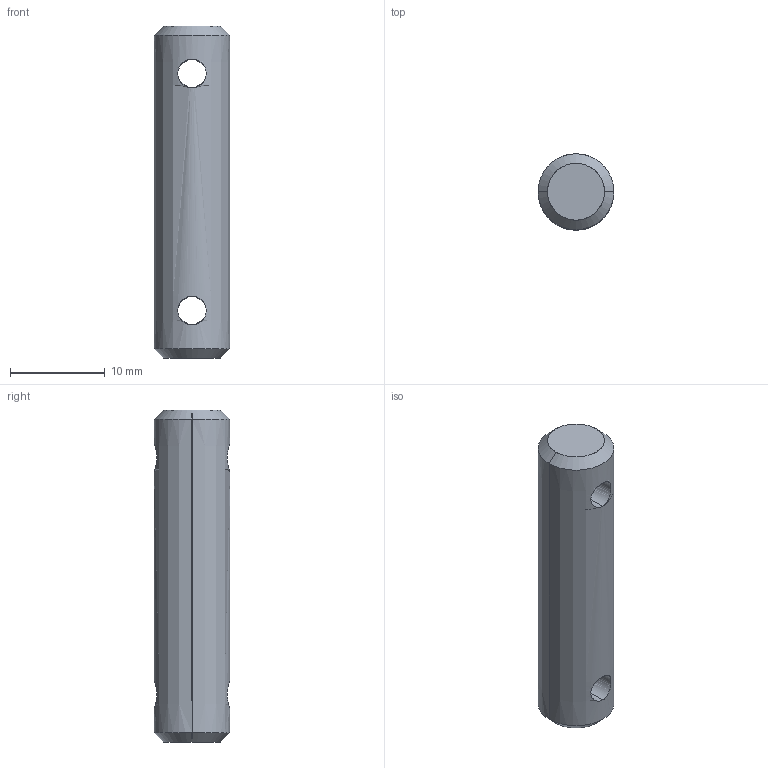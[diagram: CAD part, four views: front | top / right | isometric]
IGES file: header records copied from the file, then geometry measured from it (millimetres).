
Start section: SolidWorks IGES file using analytic representation for surfaces
Global section: file name: -DN100goupille-DN200-DN60.IGS; native system: SolidWorks 2020; preprocessor: SolidWorks 2020; author: Algo_Sol2; date: 200727.184044; units: millimetre
Bounding box: 8 x 8 x 35 mm (x, y, z)
Surface area: 1064.7 mm2 (no closed solid volume)
Topology: 0 solids, 0 shells, 12 faces, 336 edges, 336 vertices
Faces by surface type: revolution 10, bspline 2
